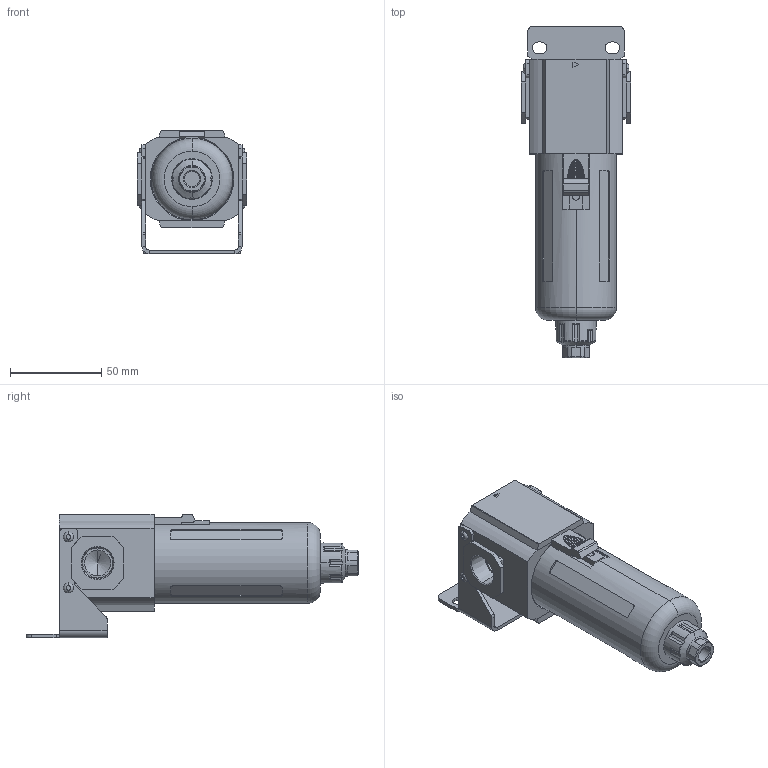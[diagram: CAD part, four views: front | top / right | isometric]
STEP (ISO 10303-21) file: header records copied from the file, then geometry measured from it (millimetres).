
FILE_DESCRIPTION (( 'STEP AP203' ), '1' );
FILE_NAME ('AF-333-M.step', '2015-11-09T22:37:39', ( '' ), ( '' ), 'SwSTEP 2.0', 'SolidWorks 2015', '' );
FILE_SCHEMA (( 'CONFIG_CONTROL_DESIGN' ));
Length unit declared in the file: millimetre
Products named in the file (1): AF-333-M
Bounding box: 60 x 182.3 x 67.7 mm (x, y, z)
Volume: 203275.6 mm3; surface area: 60945 mm2
Topology: 9 solids, 9 shells, 394 faces, 1019 edges, 658 vertices
Faces by surface type: plane 246, cylinder 94, torus 27, cone 27
Entity records: 12284 total; most frequent: CARTESIAN_POINT 2611, ORIENTED_EDGE 2030, DIRECTION 1970, EDGE_CURVE 1015, AXIS2_PLACEMENT_3D 685, VERTEX_POINT 658, LINE 600, VECTOR 600
